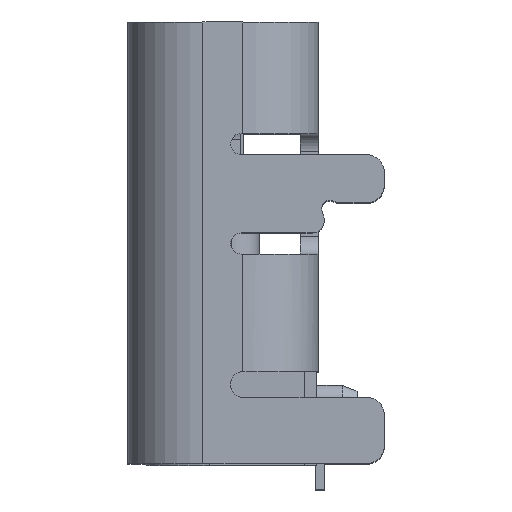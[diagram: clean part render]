
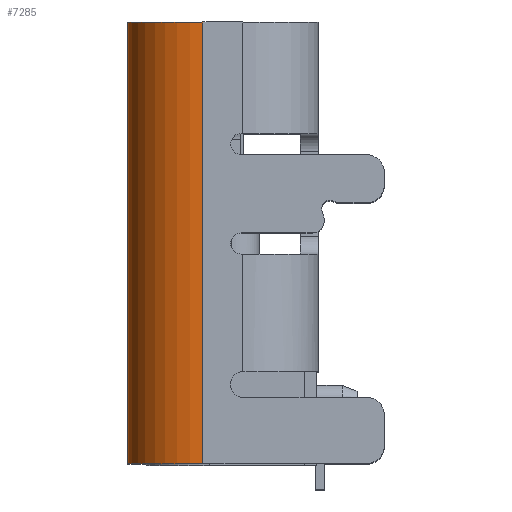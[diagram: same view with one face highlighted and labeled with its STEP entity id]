
A CAD part, top view. The second image highlights one B-rep face of the part: STEP entity #7285.
In plain terms, the highlighted cylindrical face has radius 1.25 mm (diameter 2.5 mm), a partial arc.
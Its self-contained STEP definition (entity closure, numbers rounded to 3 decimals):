
#787 = VECTOR ( 'NONE', #21231, 1000. ) ;
#1268 = CYLINDRICAL_SURFACE ( 'NONE', #17737, 1.25 ) ;
#1743 = CIRCLE ( 'NONE', #21004, 1.25 ) ;
#2904 = DIRECTION ( 'NONE',  ( 1., 0., 0. ) ) ;
#3103 = CARTESIAN_POINT ( 'NONE',  ( 0.94, 7.28, -0.93 ) ) ;
#3628 = FACE_OUTER_BOUND ( 'NONE', #12125, .T. ) ;
#5550 = AXIS2_PLACEMENT_3D ( 'NONE', #14397, #10341, #12179 ) ;
#5668 = LINE ( 'NONE', #13800, #12057 ) ;
#6424 = CARTESIAN_POINT ( 'NONE',  ( -0.31, 7.28, -0.93 ) ) ;
#6696 = VERTEX_POINT ( 'NONE', #19316 ) ;
#7073 = LINE ( 'NONE', #22676, #787 ) ;
#7285 = ADVANCED_FACE ( 'NONE', ( #3628 ), #1268, .T. ) ;
#8256 = ORIENTED_EDGE ( 'NONE', *, *, #11196, .F. ) ;
#9149 = DIRECTION ( 'NONE',  ( 0., -1., 0. ) ) ;
#9676 = DIRECTION ( 'NONE',  ( 1., 0., 0. ) ) ;
#10236 = VERTEX_POINT ( 'NONE', #17983 ) ;
#10341 = DIRECTION ( 'NONE',  ( 0., -1., 0. ) ) ;
#11196 = EDGE_CURVE ( 'NONE', #25944, #6696, #1743, .T. ) ;
#11931 = EDGE_CURVE ( 'NONE', #10236, #18388, #19364, .T. ) ;
#12057 = VECTOR ( 'NONE', #23492, 1000. ) ;
#12125 = EDGE_LOOP ( 'NONE', ( #24148, #21686, #8256, #14278 ) ) ;
#12179 = DIRECTION ( 'NONE',  ( 1., 0., 0. ) ) ;
#13800 = CARTESIAN_POINT ( 'NONE',  ( 0.94, 3.618, 0.32 ) ) ;
#14278 = ORIENTED_EDGE ( 'NONE', *, *, #17160, .F. ) ;
#14397 = CARTESIAN_POINT ( 'NONE',  ( 0.94, 7.28, -0.93 ) ) ;
#14628 = CARTESIAN_POINT ( 'NONE',  ( 0.94, -0.045, 0.32 ) ) ;
#16436 = CARTESIAN_POINT ( 'NONE',  ( 0.94, -0.045, -0.93 ) ) ;
#17160 = EDGE_CURVE ( 'NONE', #10236, #25944, #5668, .T. ) ;
#17737 = AXIS2_PLACEMENT_3D ( 'NONE', #3103, #9149, #9676 ) ;
#17983 = CARTESIAN_POINT ( 'NONE',  ( 0.94, 7.28, 0.32 ) ) ;
#18388 = VERTEX_POINT ( 'NONE', #6424 ) ;
#19316 = CARTESIAN_POINT ( 'NONE',  ( -0.31, -0.045, -0.93 ) ) ;
#19364 = CIRCLE ( 'NONE', #5550, 1.25 ) ;
#21004 = AXIS2_PLACEMENT_3D ( 'NONE', #16436, #22455, #2904 ) ;
#21231 = DIRECTION ( 'NONE',  ( 0., -1., 0. ) ) ;
#21686 = ORIENTED_EDGE ( 'NONE', *, *, #25543, .T. ) ;
#22455 = DIRECTION ( 'NONE',  ( 0., -1., 0. ) ) ;
#22676 = CARTESIAN_POINT ( 'NONE',  ( -0.31, 3.618, -0.93 ) ) ;
#23492 = DIRECTION ( 'NONE',  ( 0., -1., 0. ) ) ;
#24148 = ORIENTED_EDGE ( 'NONE', *, *, #11931, .T. ) ;
#25543 = EDGE_CURVE ( 'NONE', #18388, #6696, #7073, .T. ) ;
#25944 = VERTEX_POINT ( 'NONE', #14628 ) ;
